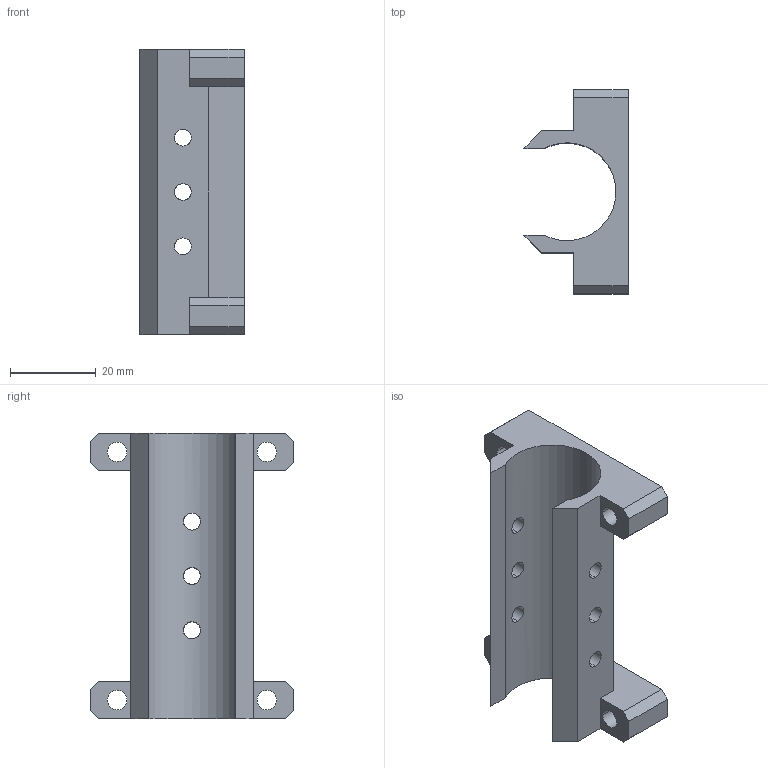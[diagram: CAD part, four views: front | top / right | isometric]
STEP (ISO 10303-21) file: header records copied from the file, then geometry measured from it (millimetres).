
FILE_DESCRIPTION (( 'STEP AP214' ), '1' );
FILE_NAME ('Integrated Clamp.STEP', '2021-04-13T21:32:39', ( '' ), ( '' ), 'SwSTEP 2.0', 'SolidWorks 2020', '' );
FILE_SCHEMA (( 'AUTOMOTIVE_DESIGN' ));
Length unit declared in the file: inch
Products named in the file (1): Integrated Clamp
Bounding box: 24.33 x 47.62 x 66.67 mm (x, y, z)
Volume: 16347.4 mm3; surface area: 11599.4 mm2
Topology: 1 solids, 1 shells, 86 faces, 240 edges, 160 vertices
Faces by surface type: cylinder 35, plane 35, cone 16
Entity records: 3348 total; most frequent: CARTESIAN_POINT 991, ORIENTED_EDGE 480, DIRECTION 480, EDGE_CURVE 240, AXIS2_PLACEMENT_3D 171, VERTEX_POINT 160, LINE 138, VECTOR 138
